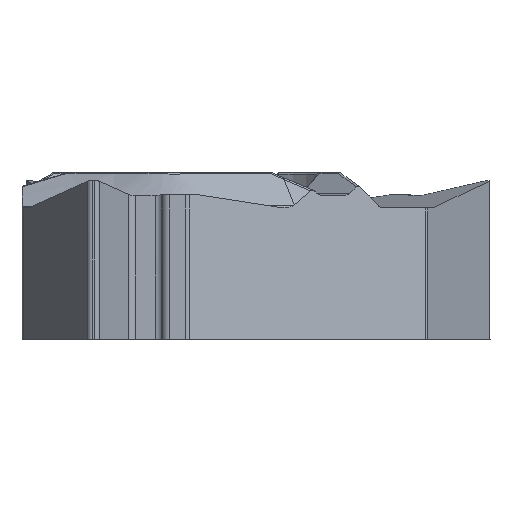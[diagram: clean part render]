
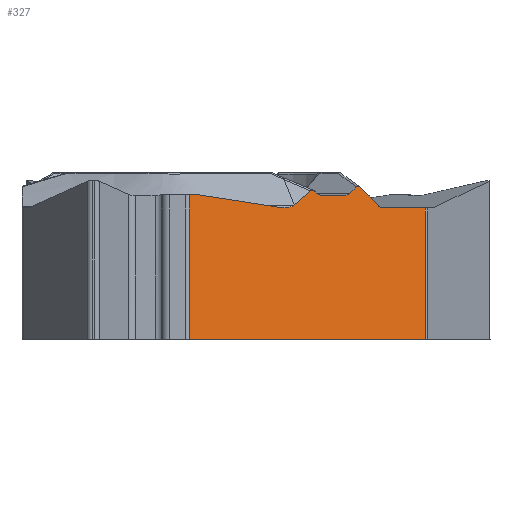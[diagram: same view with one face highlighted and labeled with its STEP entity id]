
A CAD part, front view. The second image highlights one B-rep face of the part: STEP entity #327.
In plain terms, the highlighted planar face has unit normal (0.5, -0.866, 0).
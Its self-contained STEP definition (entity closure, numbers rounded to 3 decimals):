
#152=FACE_OUTER_BOUND('',#528,.T.);
#291=ELLIPSE('',#2537,0.309,0.3);
#292=ELLIPSE('',#2538,0.309,0.3);
#293=ELLIPSE('',#2539,0.149,0.1);
#294=ELLIPSE('',#2540,1.,0.5);
#327=ADVANCED_FACE('',(#152),#466,.F.);
#466=PLANE('',#2541);
#528=EDGE_LOOP('',(#1086,#1087,#1088,#1089,#1090,#1091,#1092,#1093,#1094,
#1095,#1096,#1097,#1098,#1099,#1100,#1101,#1102,#1103,#1104));
#676=LINE('',#3846,#820);
#720=LINE('',#4080,#864);
#721=LINE('',#4082,#865);
#722=LINE('',#4084,#866);
#723=LINE('',#4119,#867);
#724=LINE('',#4123,#868);
#725=LINE('',#4127,#869);
#726=LINE('',#4131,#870);
#727=LINE('',#4151,#871);
#728=LINE('',#4153,#872);
#820=VECTOR('',#2772,1.);
#864=VECTOR('',#2896,1.);
#865=VECTOR('',#2897,1.);
#866=VECTOR('',#2898,1.);
#867=VECTOR('',#2899,1.);
#868=VECTOR('',#2902,1.);
#869=VECTOR('',#2905,1.);
#870=VECTOR('',#2908,1.);
#871=VECTOR('',#2911,1.);
#872=VECTOR('',#2912,1.);
#1086=ORIENTED_EDGE('',*,*,#2008,.T.);
#1087=ORIENTED_EDGE('',*,*,#1930,.F.);
#1088=ORIENTED_EDGE('',*,*,#2009,.T.);
#1089=ORIENTED_EDGE('',*,*,#2010,.T.);
#1090=ORIENTED_EDGE('',*,*,#2011,.T.);
#1091=ORIENTED_EDGE('',*,*,#2012,.F.);
#1092=ORIENTED_EDGE('',*,*,#2013,.F.);
#1093=ORIENTED_EDGE('',*,*,#2014,.T.);
#1094=ORIENTED_EDGE('',*,*,#2015,.T.);
#1095=ORIENTED_EDGE('',*,*,#2016,.T.);
#1096=ORIENTED_EDGE('',*,*,#2017,.T.);
#1097=ORIENTED_EDGE('',*,*,#2018,.T.);
#1098=ORIENTED_EDGE('',*,*,#2019,.F.);
#1099=ORIENTED_EDGE('',*,*,#2020,.T.);
#1100=ORIENTED_EDGE('',*,*,#2021,.F.);
#1101=ORIENTED_EDGE('',*,*,#2022,.T.);
#1102=ORIENTED_EDGE('',*,*,#2023,.T.);
#1103=ORIENTED_EDGE('',*,*,#2024,.T.);
#1104=ORIENTED_EDGE('',*,*,#2025,.T.);
#1707=VERTEX_POINT('',#3845);
#1708=VERTEX_POINT('',#3847);
#1770=VERTEX_POINT('',#4081);
#1771=VERTEX_POINT('',#4083);
#1772=VERTEX_POINT('',#4085);
#1773=VERTEX_POINT('',#4096);
#1774=VERTEX_POINT('',#4104);
#1775=VERTEX_POINT('',#4118);
#1776=VERTEX_POINT('',#4120);
#1777=VERTEX_POINT('',#4122);
#1778=VERTEX_POINT('',#4124);
#1779=VERTEX_POINT('',#4126);
#1780=VERTEX_POINT('',#4128);
#1781=VERTEX_POINT('',#4130);
#1782=VERTEX_POINT('',#4132);
#1783=VERTEX_POINT('',#4137);
#1784=VERTEX_POINT('',#4148);
#1785=VERTEX_POINT('',#4150);
#1786=VERTEX_POINT('',#4152);
#1930=EDGE_CURVE('',#1707,#1708,#676,.T.);
#2008=EDGE_CURVE('',#1770,#1708,#720,.T.);
#2009=EDGE_CURVE('',#1707,#1771,#721,.T.);
#2010=EDGE_CURVE('',#1771,#1772,#722,.T.);
#2011=EDGE_CURVE('',#1772,#1773,#2383,.T.);
#2012=EDGE_CURVE('',#1774,#1773,#2384,.T.);
#2013=EDGE_CURVE('',#1775,#1774,#2385,.T.);
#2014=EDGE_CURVE('',#1775,#1776,#723,.T.);
#2015=EDGE_CURVE('',#1776,#1777,#291,.T.);
#2016=EDGE_CURVE('',#1777,#1778,#724,.T.);
#2017=EDGE_CURVE('',#1778,#1779,#292,.T.);
#2018=EDGE_CURVE('',#1779,#1780,#725,.T.);
#2019=EDGE_CURVE('',#1781,#1780,#293,.T.);
#2020=EDGE_CURVE('',#1781,#1782,#726,.T.);
#2021=EDGE_CURVE('',#1783,#1782,#2386,.T.);
#2022=EDGE_CURVE('',#1783,#1784,#2387,.T.);
#2023=EDGE_CURVE('',#1784,#1785,#294,.T.);
#2024=EDGE_CURVE('',#1785,#1786,#727,.T.);
#2025=EDGE_CURVE('',#1786,#1770,#728,.T.);
#2383=B_SPLINE_CURVE_WITH_KNOTS('',3,(#4086,#4087,#4088,#4089,#4090,#4091,
#4092,#4093,#4094,#4095),.UNSPECIFIED.,.F.,.F.,(4,3,3,4),(0.,0.468,
0.914,1.),.UNSPECIFIED.);
#2384=B_SPLINE_CURVE_WITH_KNOTS('',3,(#4097,#4098,#4099,#4100,#4101,#4102,
#4103),.UNSPECIFIED.,.F.,.F.,(4,3,4),(0.,0.411,1.),
 .UNSPECIFIED.);
#2385=B_SPLINE_CURVE_WITH_KNOTS('',3,(#4105,#4106,#4107,#4108,#4109,#4110,
#4111,#4112,#4113,#4114,#4115,#4116,#4117),.UNSPECIFIED.,.F.,.F.,(4,3,3,
3,4),(0.,0.265,0.53,0.788,1.),
 .UNSPECIFIED.);
#2386=B_SPLINE_CURVE_WITH_KNOTS('',3,(#4133,#4134,#4135,#4136),
 .UNSPECIFIED.,.F.,.F.,(4,4),(0.,1.),.UNSPECIFIED.);
#2387=B_SPLINE_CURVE_WITH_KNOTS('',3,(#4138,#4139,#4140,#4141,#4142,#4143,
#4144,#4145,#4146,#4147),.UNSPECIFIED.,.F.,.F.,(4,3,3,4),(0.,0.331,
0.914,1.),.UNSPECIFIED.);
#2537=AXIS2_PLACEMENT_3D('',#4121,#2900,#2901);
#2538=AXIS2_PLACEMENT_3D('',#4125,#2903,#2904);
#2539=AXIS2_PLACEMENT_3D('',#4129,#2906,#2907);
#2540=AXIS2_PLACEMENT_3D('',#4149,#2909,#2910);
#2541=AXIS2_PLACEMENT_3D('',#4154,#2913,#2914);
#2772=DIRECTION('',(-0.866,-0.5,0.));
#2896=DIRECTION('',(0.,0.,-1.));
#2897=DIRECTION('',(0.,0.,1.));
#2898=DIRECTION('',(-0.866,-0.5,0.));
#2899=DIRECTION('',(-0.672,-0.388,-0.631));
#2900=DIRECTION('',(-0.5,0.866,0.));
#2901=DIRECTION('',(-0.866,-0.5,0.));
#2902=DIRECTION('',(-0.866,-0.5,0.));
#2903=DIRECTION('',(-0.5,0.866,0.));
#2904=DIRECTION('',(-0.866,-0.5,0.));
#2905=DIRECTION('',(-0.672,-0.388,0.631));
#2906=DIRECTION('',(-0.5,0.866,0.));
#2907=DIRECTION('',(0.743,0.429,-0.514));
#2908=DIRECTION('',(-0.705,-0.407,-0.581));
#2909=DIRECTION('',(-0.5,0.866,0.));
#2910=DIRECTION('',(-0.866,-0.5,0.));
#2911=DIRECTION('',(-0.858,-0.496,0.133));
#2912=DIRECTION('',(-0.866,-0.5,0.));
#2913=DIRECTION('',(-0.5,0.866,0.));
#2914=DIRECTION('',(-0.866,-0.5,0.));
#3845=CARTESIAN_POINT('',(7.764,-2.85,-5.56));
#3846=CARTESIAN_POINT('',(3.175,-5.499,-5.56));
#3847=CARTESIAN_POINT('',(-0.492,-7.617,-5.56));
#4080=CARTESIAN_POINT('',(-0.492,-7.617,25.));
#4081=CARTESIAN_POINT('',(-0.492,-7.617,-0.504));
#4082=CARTESIAN_POINT('',(7.764,-2.85,25.));
#4083=CARTESIAN_POINT('',(7.764,-2.85,-0.96));
#4084=CARTESIAN_POINT('',(3.175,-5.499,-0.96));
#4085=CARTESIAN_POINT('',(6.282,-3.706,-0.96));
#4086=CARTESIAN_POINT('',(6.282,-3.706,-0.96));
#4087=CARTESIAN_POINT('',(6.258,-3.719,-0.96));
#4088=CARTESIAN_POINT('',(6.233,-3.734,-0.955));
#4089=CARTESIAN_POINT('',(6.211,-3.747,-0.945));
#4090=CARTESIAN_POINT('',(6.189,-3.759,-0.936));
#4091=CARTESIAN_POINT('',(6.169,-3.771,-0.922));
#4092=CARTESIAN_POINT('',(6.151,-3.781,-0.905));
#4093=CARTESIAN_POINT('',(6.148,-3.783,-0.902));
#4094=CARTESIAN_POINT('',(6.144,-3.785,-0.898));
#4095=CARTESIAN_POINT('',(6.141,-3.787,-0.894));
#4096=CARTESIAN_POINT('',(6.141,-3.787,-0.894));
#4097=CARTESIAN_POINT('',(5.457,-4.181,-0.216));
#4098=CARTESIAN_POINT('',(5.557,-4.124,-0.3));
#4099=CARTESIAN_POINT('',(5.654,-4.068,-0.388));
#4100=CARTESIAN_POINT('',(5.749,-4.013,-0.48));
#4101=CARTESIAN_POINT('',(5.885,-3.935,-0.611));
#4102=CARTESIAN_POINT('',(6.016,-3.859,-0.75));
#4103=CARTESIAN_POINT('',(6.141,-3.787,-0.894));
#4104=CARTESIAN_POINT('',(5.457,-4.181,-0.216));
#4105=CARTESIAN_POINT('',(5.353,-4.242,-0.22));
#4106=CARTESIAN_POINT('',(5.361,-4.237,-0.213));
#4107=CARTESIAN_POINT('',(5.37,-4.232,-0.207));
#4108=CARTESIAN_POINT('',(5.379,-4.227,-0.203));
#4109=CARTESIAN_POINT('',(5.388,-4.221,-0.199));
#4110=CARTESIAN_POINT('',(5.398,-4.216,-0.197));
#4111=CARTESIAN_POINT('',(5.408,-4.21,-0.197));
#4112=CARTESIAN_POINT('',(5.418,-4.204,-0.197));
#4113=CARTESIAN_POINT('',(5.427,-4.199,-0.199));
#4114=CARTESIAN_POINT('',(5.436,-4.194,-0.203));
#4115=CARTESIAN_POINT('',(5.444,-4.189,-0.206));
#4116=CARTESIAN_POINT('',(5.451,-4.185,-0.21));
#4117=CARTESIAN_POINT('',(5.457,-4.181,-0.216));
#4118=CARTESIAN_POINT('',(5.353,-4.242,-0.22));
#4119=CARTESIAN_POINT('',(14.737,1.176,8.602));
#4120=CARTESIAN_POINT('',(5.109,-4.383,-0.45));
#4121=CARTESIAN_POINT('',(4.937,-4.482,-0.22));
#4122=CARTESIAN_POINT('',(4.937,-4.482,-0.52));
#4123=CARTESIAN_POINT('',(3.175,-5.499,-0.52));
#4124=CARTESIAN_POINT('',(4.156,-4.933,-0.52));
#4125=CARTESIAN_POINT('',(4.156,-4.933,-0.22));
#4126=CARTESIAN_POINT('',(3.984,-5.032,-0.45));
#4127=CARTESIAN_POINT('',(-7.294,-11.543,10.152));
#4128=CARTESIAN_POINT('',(3.922,-5.068,-0.392));
#4129=CARTESIAN_POINT('',(3.856,-5.106,-0.46));
#4130=CARTESIAN_POINT('',(3.762,-5.16,-0.363));
#4131=CARTESIAN_POINT('',(13.761,0.613,7.882));
#4132=CARTESIAN_POINT('',(3.175,-5.499,-0.847));
#4133=CARTESIAN_POINT('',(3.146,-5.516,-0.871));
#4134=CARTESIAN_POINT('',(3.156,-5.51,-0.863));
#4135=CARTESIAN_POINT('',(3.165,-5.505,-0.855));
#4136=CARTESIAN_POINT('',(3.175,-5.499,-0.847));
#4137=CARTESIAN_POINT('',(3.146,-5.516,-0.871));
#4138=CARTESIAN_POINT('',(3.146,-5.516,-0.871));
#4139=CARTESIAN_POINT('',(3.116,-5.534,-0.896));
#4140=CARTESIAN_POINT('',(3.08,-5.554,-0.914));
#4141=CARTESIAN_POINT('',(3.044,-5.575,-0.927));
#4142=CARTESIAN_POINT('',(2.98,-5.612,-0.95));
#4143=CARTESIAN_POINT('',(2.913,-5.651,-0.959));
#4144=CARTESIAN_POINT('',(2.846,-5.689,-0.958));
#4145=CARTESIAN_POINT('',(2.836,-5.695,-0.958));
#4146=CARTESIAN_POINT('',(2.826,-5.701,-0.958));
#4147=CARTESIAN_POINT('',(2.817,-5.706,-0.957));
#4148=CARTESIAN_POINT('',(2.817,-5.706,-0.957));
#4149=CARTESIAN_POINT('',(2.911,-5.651,-0.46));
#4150=CARTESIAN_POINT('',(2.687,-5.781,-0.943));
#4151=CARTESIAN_POINT('',(-4.449,-9.901,0.161));
#4152=CARTESIAN_POINT('',(-0.152,-7.42,-0.504));
#4153=CARTESIAN_POINT('',(-1.567,-8.237,-0.504));
#4154=CARTESIAN_POINT('',(3.175,-5.499,25.));
